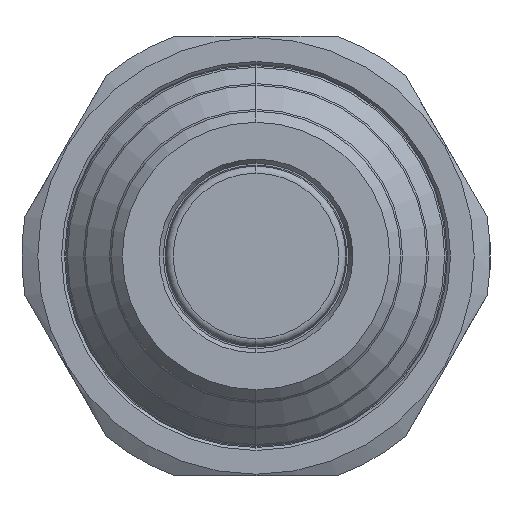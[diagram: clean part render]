
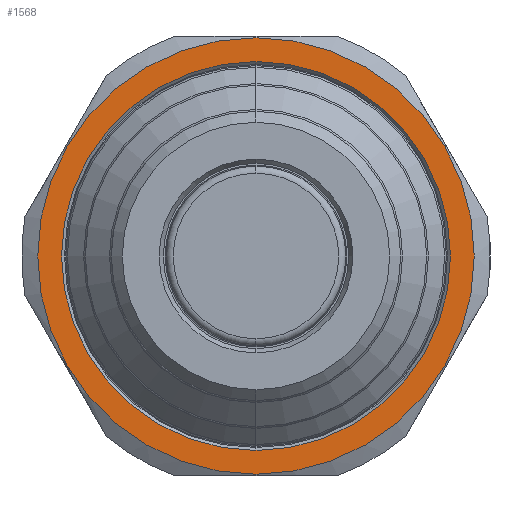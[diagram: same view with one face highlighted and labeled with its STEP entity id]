
A CAD part, left-side view. The second image highlights one B-rep face of the part: STEP entity #1568.
In plain terms, the highlighted planar face has unit normal (-1, 0, 0).
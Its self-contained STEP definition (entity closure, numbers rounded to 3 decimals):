
#164 = ORIENTED_EDGE ( 'NONE', *, *, #1406, .T. ) ;
#165 = ORIENTED_EDGE ( 'NONE', *, *, #2171, .T. ) ;
#166 = ORIENTED_EDGE ( 'NONE', *, *, #832, .F. ) ;
#167 = ORIENTED_EDGE ( 'NONE', *, *, #1926, .F. ) ;
#214 = EDGE_LOOP ( 'NONE', ( #164, #165 ) ) ;
#215 = EDGE_LOOP ( 'NONE', ( #166, #167 ) ) ;
#240 = CIRCLE ( 'NONE', #1188, 13.275 ) ;
#379 = CIRCLE ( 'NONE', #1257, 14.9 ) ;
#476 = FACE_OUTER_BOUND ( 'NONE', #214, .T. ) ;
#477 = FACE_BOUND ( 'NONE', #215, .T. ) ;
#549 = CIRCLE ( 'NONE', #1343, 13.275 ) ;
#566 = CIRCLE ( 'NONE', #1350, 14.9 ) ;
#584 = CARTESIAN_POINT ( 'NONE',  ( 26., 0., 0. ) ) ;
#585 = DIRECTION ( 'NONE',  ( -1., 0., 0. ) ) ;
#586 = DIRECTION ( 'NONE',  ( 0., 0., -1. ) ) ;
#637 = CARTESIAN_POINT ( 'NONE',  ( 26., 0., 13.275 ) ) ;
#638 = CARTESIAN_POINT ( 'NONE',  ( 26., 0., -13.275 ) ) ;
#639 = CARTESIAN_POINT ( 'NONE',  ( 26., 0., -14.9 ) ) ;
#640 = CARTESIAN_POINT ( 'NONE',  ( 26., 0., 14.9 ) ) ;
#655 = CARTESIAN_POINT ( 'NONE',  ( 26., 0., 0. ) ) ;
#656 = DIRECTION ( 'NONE',  ( -1., 0., 0. ) ) ;
#657 = DIRECTION ( 'NONE',  ( 0., 0., -1. ) ) ;
#764 = CARTESIAN_POINT ( 'NONE',  ( 26., 0., 0. ) ) ;
#765 = DIRECTION ( 'NONE',  ( -1., 0., 0. ) ) ;
#766 = DIRECTION ( 'NONE',  ( 0., 0., -1. ) ) ;
#832 = EDGE_CURVE ( 'NONE', #2128, #2127, #240, .T. ) ;
#1188 = AXIS2_PLACEMENT_3D ( 'NONE', #1699, #1700, #1701 ) ;
#1257 = AXIS2_PLACEMENT_3D ( 'NONE', #764, #765, #766 ) ;
#1306 = AXIS2_PLACEMENT_3D ( 'NONE', #1863, #1864, #1865 ) ;
#1343 = AXIS2_PLACEMENT_3D ( 'NONE', #584, #585, #586 ) ;
#1350 = AXIS2_PLACEMENT_3D ( 'NONE', #655, #656, #657 ) ;
#1406 = EDGE_CURVE ( 'NONE', #2130, #2129, #379, .T. ) ;
#1568 = ADVANCED_FACE ( 'NONE', ( #476, #477 ), #1862, .T. ) ;
#1699 = CARTESIAN_POINT ( 'NONE',  ( 26., 0., 0. ) ) ;
#1700 = DIRECTION ( 'NONE',  ( -1., 0., 0. ) ) ;
#1701 = DIRECTION ( 'NONE',  ( 0., 0., -1. ) ) ;
#1862 = PLANE ( 'NONE',  #1306 ) ;
#1863 = CARTESIAN_POINT ( 'NONE',  ( 26., -13.275, 0. ) ) ;
#1864 = DIRECTION ( 'NONE',  ( -1., 0., 0. ) ) ;
#1865 = DIRECTION ( 'NONE',  ( 0., 0., -1. ) ) ;
#1926 = EDGE_CURVE ( 'NONE', #2127, #2128, #549, .T. ) ;
#2127 = VERTEX_POINT ( 'NONE', #637 ) ;
#2128 = VERTEX_POINT ( 'NONE', #638 ) ;
#2129 = VERTEX_POINT ( 'NONE', #639 ) ;
#2130 = VERTEX_POINT ( 'NONE', #640 ) ;
#2171 = EDGE_CURVE ( 'NONE', #2129, #2130, #566, .T. ) ;
